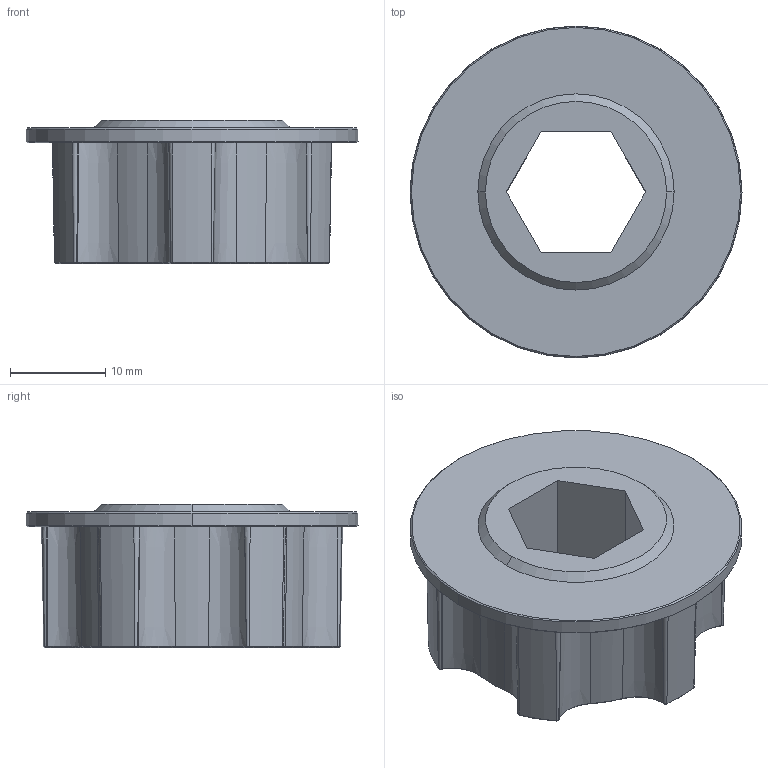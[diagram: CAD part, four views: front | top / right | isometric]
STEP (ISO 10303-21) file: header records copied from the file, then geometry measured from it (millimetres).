
FILE_DESCRIPTION (( 'STEP AP203' ), '1' );
FILE_NAME ('REV-21-2393.STEP', '2022-04-18T14:11:23', ( '' ), ( '' ), 'SwSTEP 2.0', 'SolidWorks 2022', '' );
FILE_SCHEMA (( 'CONFIG_CONTROL_DESIGN' ));
Length unit declared in the file: inch
Products named in the file (1): REV-21-2393
Bounding box: 34.92 x 34.92 x 15.08 mm (x, y, z)
Volume: 7311.4 mm3; surface area: 3802 mm2
Topology: 1 solids, 1 shells, 112 faces, 281 edges, 173 vertices
Faces by surface type: cone 102, plane 10
Entity records: 3465 total; most frequent: DIRECTION 668, CARTESIAN_POINT 567, ORIENTED_EDGE 562, EDGE_CURVE 281, AXIS2_PLACEMENT_3D 274, VERTEX_POINT 173, CIRCLE 161, LINE 120
